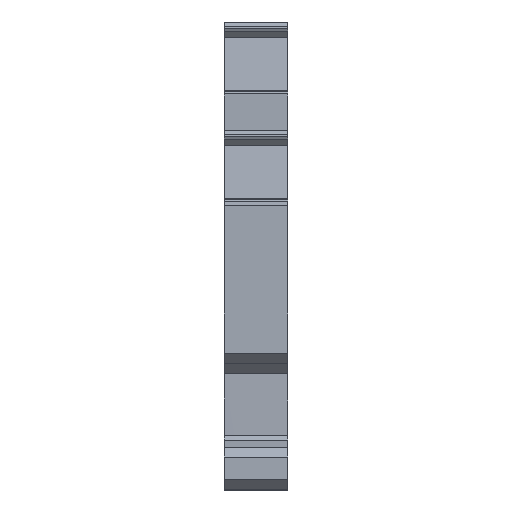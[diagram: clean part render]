
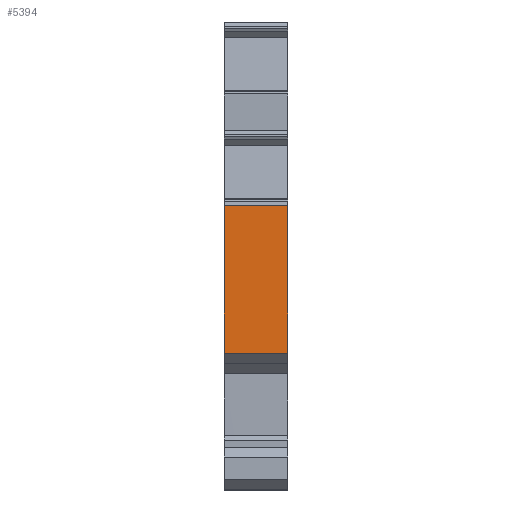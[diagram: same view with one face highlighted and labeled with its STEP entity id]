
A CAD part, left-side view. The second image highlights one B-rep face of the part: STEP entity #5394.
In plain terms, the highlighted free-form (B-spline) face has degree [1, 1] with [2, 2] control points.
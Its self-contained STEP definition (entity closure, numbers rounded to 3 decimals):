
#770=CARTESIAN_POINT('',(-42.659,-6.316,21.933));
#771=VERTEX_POINT('',#770);
#786=CARTESIAN_POINT('',(-42.659,-0.116,21.933));
#787=VERTEX_POINT('',#786);
#793=CARTESIAN_POINT('',(-42.659,-0.116,21.933));
#794=CARTESIAN_POINT('',(-42.659,-6.316,21.933));
#795=B_SPLINE_CURVE_WITH_KNOTS('',1,(#793,#794),.POLYLINE_FORM.,.F.,.U.,(2,2),(0.,1.),.UNSPECIFIED.);
#796=EDGE_CURVE('',#787,#771,#795,.T.);
#821=CARTESIAN_POINT('',(-42.659,-6.316,7.45));
#822=VERTEX_POINT('',#821);
#829=CARTESIAN_POINT('',(-42.659,-0.116,7.45));
#830=VERTEX_POINT('',#829);
#831=CARTESIAN_POINT('',(-42.659,-0.116,7.45));
#832=CARTESIAN_POINT('',(-42.659,-6.316,7.45));
#833=B_SPLINE_CURVE_WITH_KNOTS('',1,(#831,#832),.POLYLINE_FORM.,.F.,.U.,(2,2),(0.,1.),.UNSPECIFIED.);
#834=EDGE_CURVE('',#830,#822,#833,.T.);
#5375=CARTESIAN_POINT('',(-42.659,19.786,41.49));
#5376=CARTESIAN_POINT('',(-42.659,-20.017,41.49));
#5377=CARTESIAN_POINT('',(-42.659,19.786,1.687));
#5378=CARTESIAN_POINT('',(-42.659,-20.017,1.687));
#5379=B_SPLINE_SURFACE_WITH_KNOTS('',1,1,((#5375,#5376),(#5377,#5378)),.PLANE_SURF.,.F.,.F.,.U.,(2,2),(2,2),(0.,1.),(0.,1.),.UNSPECIFIED.);
#5380=CARTESIAN_POINT('',(-42.659,-6.316,21.933));
#5381=CARTESIAN_POINT('',(-42.659,-6.316,7.45));
#5382=B_SPLINE_CURVE_WITH_KNOTS('',1,(#5380,#5381),.POLYLINE_FORM.,.F.,.U.,(2,2),(0.,1.),.UNSPECIFIED.);
#5383=EDGE_CURVE('',#771,#822,#5382,.T.);
#5384=ORIENTED_EDGE('',*,*,#5383,.F.);
#5385=ORIENTED_EDGE('',*,*,#796,.F.);
#5386=CARTESIAN_POINT('',(-42.659,-0.116,7.45));
#5387=CARTESIAN_POINT('',(-42.659,-0.116,21.933));
#5388=B_SPLINE_CURVE_WITH_KNOTS('',1,(#5386,#5387),.POLYLINE_FORM.,.F.,.U.,(2,2),(0.,1.),.UNSPECIFIED.);
#5389=EDGE_CURVE('',#830,#787,#5388,.T.);
#5390=ORIENTED_EDGE('',*,*,#5389,.F.);
#5391=ORIENTED_EDGE('',*,*,#834,.T.);
#5392=EDGE_LOOP('',(#5384,#5385,#5390,#5391));
#5393=FACE_OUTER_BOUND('',#5392,.T.);
#5394=ADVANCED_FACE('',(#5393),#5379,.T.);
